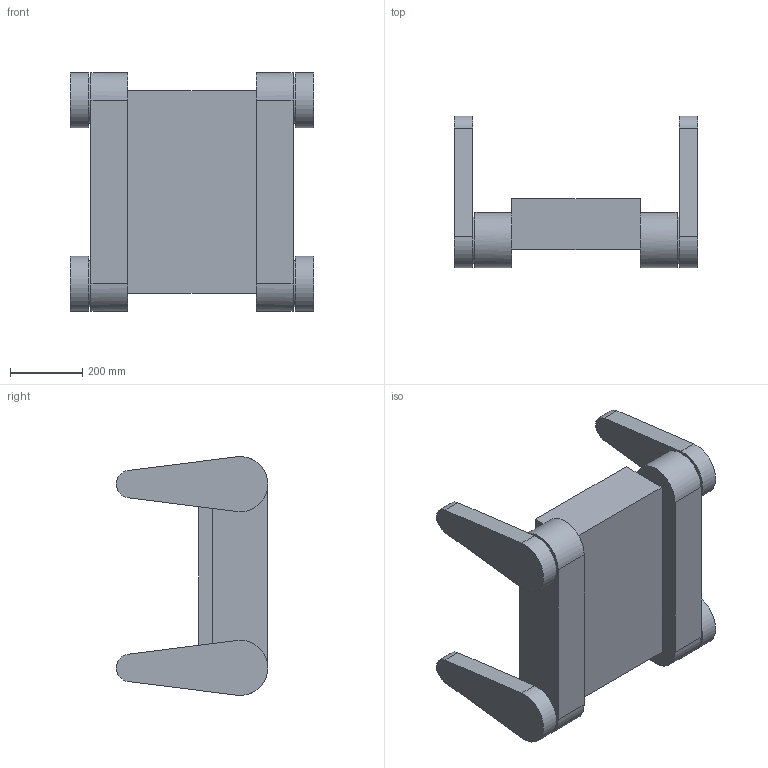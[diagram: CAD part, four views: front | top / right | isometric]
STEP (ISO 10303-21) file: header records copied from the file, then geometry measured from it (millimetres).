
FILE_DESCRIPTION(/* description */ (''),/* implementation_level */ '2;1');
FILE_NAME(/* name */ 'Dimensions(Roughly).stp',/* time_stamp */ '2022-09-21T16:32:03-04:00',/* author */ ('kumpu'),/* organization */ (''),/* preprocessor_version */ 'ST-DEVELOPER v19',/* originating_system */ 'Autodesk Inventor 2023',/* authorisation */ '');
FILE_SCHEMA (('AUTOMOTIVE_DESIGN { 1 0 10303 214 3 1 1 }'));
Length unit declared in the file: inch
Products named in the file (1): Dimensions(Roughly)
Bounding box: 673.1 x 418.96 x 660.4 mm (x, y, z)
Volume: 56970950.6 mm3; surface area: 1591174 mm2
Topology: 1 solids, 1 shells, 46 faces, 104 edges, 68 vertices
Faces by surface type: plane 30, cylinder 16
Full cylindrical faces by diameter (mm): 127 x4
Entity records: 1337 total; most frequent: DIRECTION 234, CARTESIAN_POINT 219, ORIENTED_EDGE 208, EDGE_CURVE 104, AXIS2_PLACEMENT_3D 83, LINE 68, VECTOR 68, VERTEX_POINT 68
